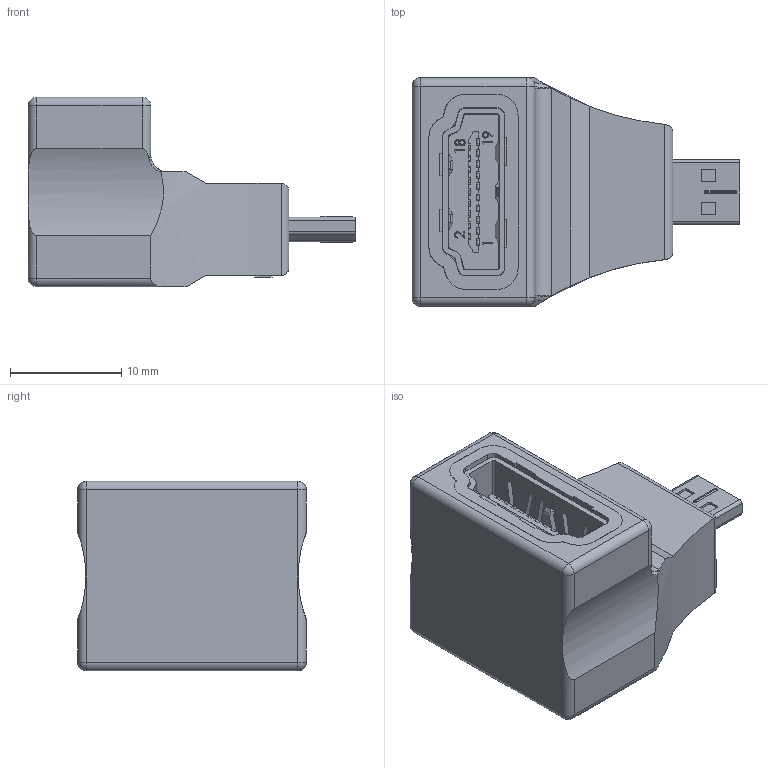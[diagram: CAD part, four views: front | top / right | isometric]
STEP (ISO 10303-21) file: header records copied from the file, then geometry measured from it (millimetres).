
FILE_DESCRIPTION (( 'STEP AP214' ), '1' );
FILE_NAME ('VHC00011.STEP', '2018-04-25T15:21:57', ( '' ), ( '' ), 'SwSTEP 2.0', 'SolidWorks 2017', '' );
FILE_SCHEMA (( 'AUTOMOTIVE_DESIGN' ));
Length unit declared in the file: inch
Products named in the file (8): VHC00011-MA3; VHC00011-MA3-1___; VHC00011-MA3-2___; VHC00011-MA1; VHC00011; VHC00011-MA2_WO BACKSHELL; VHC00011-MA2-1; VHC00011-MA2-2
Assembly tree (7 placements, depth 3):
  VHC00011
    VHC00011-MA1
    VHC00011-MA3
      VHC00011-MA3-2___
      VHC00011-MA3-1___
    VHC00011-MA2_WO BACKSHELL
      VHC00011-MA2-2
      VHC00011-MA2-1
Bounding box: 29.4 x 20.5 x 17 mm (x, y, z)
Volume: 5651.4 mm3; surface area: 5561.8 mm2
Topology: 26 solids, 26 shells, 1577 faces, 4391 edges, 2853 vertices
Faces by surface type: plane 1180, cylinder 346, bspline 39, sphere 6, torus 6
Entity records: 60181 total; most frequent: CARTESIAN_POINT 11372, ORIENTED_EDGE 8768, DIRECTION 7938, EDGE_CURVE 4384, VECTOR 3582, LINE 3582, VERTEX_POINT 2853, AXIS2_PLACEMENT_3D 2178
